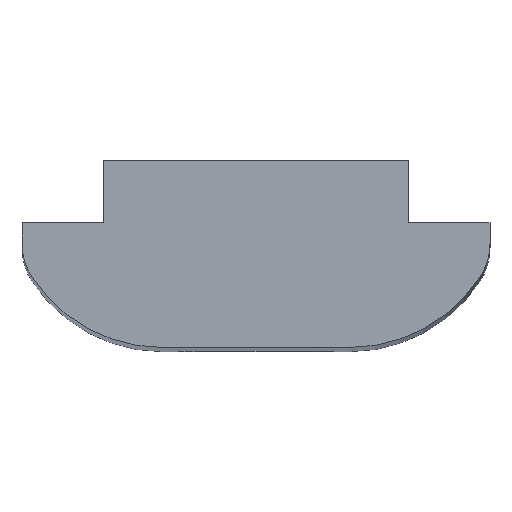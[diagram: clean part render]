
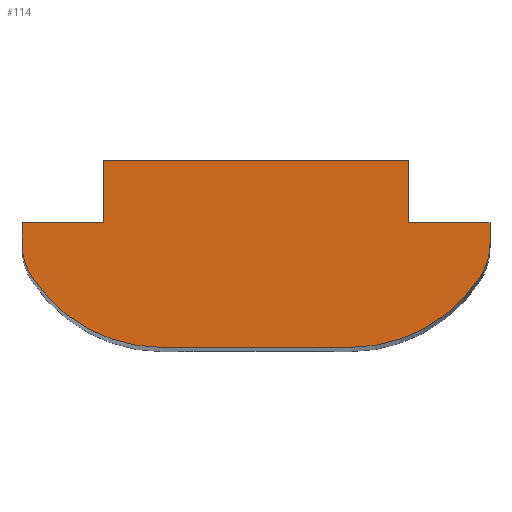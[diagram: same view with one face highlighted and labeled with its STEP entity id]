
A CAD part, top view. The second image highlights one B-rep face of the part: STEP entity #114.
In plain terms, the highlighted planar face has unit normal (0, 0, 1).
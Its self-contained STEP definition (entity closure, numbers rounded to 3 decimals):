
#1 = CARTESIAN_POINT ( 'NONE',  ( -7.167, -3.764, 98. ) ) ;
#5 = VECTOR ( 'NONE', #603, 1000. ) ;
#6 = AXIS2_PLACEMENT_3D ( 'NONE', #124, #547, #589 ) ;
#20 = VERTEX_POINT ( 'NONE', #446 ) ;
#29 = ORIENTED_EDGE ( 'NONE', *, *, #462, .T. ) ;
#50 = ORIENTED_EDGE ( 'NONE', *, *, #391, .T. ) ;
#63 = VERTEX_POINT ( 'NONE', #305 ) ;
#67 = DIRECTION ( 'NONE',  ( -1., 0., 0. ) ) ;
#76 = CARTESIAN_POINT ( 'NONE',  ( 1., 0., 98. ) ) ;
#82 = EDGE_CURVE ( 'NONE', #221, #341, #425, .T. ) ;
#85 = LINE ( 'NONE', #435, #87 ) ;
#86 = VECTOR ( 'NONE', #668, 1000. ) ;
#87 = VECTOR ( 'NONE', #67, 1000. ) ;
#90 = DIRECTION ( 'NONE',  ( 0., 0., 1. ) ) ;
#93 = CARTESIAN_POINT ( 'NONE',  ( 7.5, -2.658, 98. ) ) ;
#94 = VECTOR ( 'NONE', #664, 1000. ) ;
#98 = ORIENTED_EDGE ( 'NONE', *, *, #397, .F. ) ;
#103 = DIRECTION ( 'NONE',  ( 0., 0., 1. ) ) ;
#105 = VERTEX_POINT ( 'NONE', #461 ) ;
#112 = EDGE_CURVE ( 'NONE', #289, #63, #436, .T. ) ;
#114 = ADVANCED_FACE ( 'NONE', ( #649 ), #406, .T. ) ;
#117 = DIRECTION ( 'NONE',  ( 0., 1., 0. ) ) ;
#118 = ORIENTED_EDGE ( 'NONE', *, *, #156, .F. ) ;
#119 = AXIS2_PLACEMENT_3D ( 'NONE', #416, #611, #266 ) ;
#123 = EDGE_CURVE ( 'NONE', #252, #63, #321, .T. ) ;
#124 = CARTESIAN_POINT ( 'NONE',  ( -5.5, -2.658, 98. ) ) ;
#129 = DIRECTION ( 'NONE',  ( 1., 0., 0. ) ) ;
#133 = AXIS2_PLACEMENT_3D ( 'NONE', #223, #103, #162 ) ;
#149 = EDGE_LOOP ( 'NONE', ( #482, #363, #29, #118, #427, #50, #544, #98, #650, #468, #374, #609 ) ) ;
#154 = CARTESIAN_POINT ( 'NONE',  ( 0., -2.96, 98. ) ) ;
#156 = EDGE_CURVE ( 'NONE', #105, #642, #569, .T. ) ;
#162 = DIRECTION ( 'NONE',  ( -1., 0., 0. ) ) ;
#181 = EDGE_CURVE ( 'NONE', #387, #438, #512, .T. ) ;
#182 = CARTESIAN_POINT ( 'NONE',  ( -4.9, -2.96, 98. ) ) ;
#187 = CARTESIAN_POINT ( 'NONE',  ( -3., -6., 98. ) ) ;
#211 = CARTESIAN_POINT ( 'NONE',  ( 4.9, -0.5, 98. ) ) ;
#221 = VERTEX_POINT ( 'NONE', #426 ) ;
#223 = CARTESIAN_POINT ( 'NONE',  ( -3., -1., 98. ) ) ;
#252 = VERTEX_POINT ( 'NONE', #276 ) ;
#266 = DIRECTION ( 'NONE',  ( -1., 0., 0. ) ) ;
#271 = VERTEX_POINT ( 'NONE', #681 ) ;
#276 = CARTESIAN_POINT ( 'NONE',  ( 3., -6., 98. ) ) ;
#278 = LINE ( 'NONE', #336, #586 ) ;
#289 = VERTEX_POINT ( 'NONE', #93 ) ;
#305 = CARTESIAN_POINT ( 'NONE',  ( 7.167, -3.764, 98. ) ) ;
#319 = CARTESIAN_POINT ( 'NONE',  ( -4.9, 0., 98. ) ) ;
#321 = CIRCLE ( 'NONE', #356, 5. ) ;
#322 = VERTEX_POINT ( 'NONE', #319 ) ;
#330 = AXIS2_PLACEMENT_3D ( 'NONE', #154, #368, #608 ) ;
#336 = CARTESIAN_POINT ( 'NONE',  ( -7.5, -2.658, 98. ) ) ;
#341 = VERTEX_POINT ( 'NONE', #432 ) ;
#342 = VECTOR ( 'NONE', #577, 1000. ) ;
#356 = AXIS2_PLACEMENT_3D ( 'NONE', #459, #90, #665 ) ;
#361 = DIRECTION ( 'NONE',  ( 1., 0., 0. ) ) ;
#363 = ORIENTED_EDGE ( 'NONE', *, *, #645, .F. ) ;
#368 = DIRECTION ( 'NONE',  ( 0., 0., 1. ) ) ;
#374 = ORIENTED_EDGE ( 'NONE', *, *, #493, .T. ) ;
#387 = VERTEX_POINT ( 'NONE', #1 ) ;
#391 = EDGE_CURVE ( 'NONE', #322, #221, #466, .T. ) ;
#397 = EDGE_CURVE ( 'NONE', #20, #341, #278, .T. ) ;
#398 = LINE ( 'NONE', #500, #94 ) ;
#406 = PLANE ( 'NONE',  #330 ) ;
#409 = LINE ( 'NONE', #441, #525 ) ;
#416 = CARTESIAN_POINT ( 'NONE',  ( 5.5, -2.658, 98. ) ) ;
#425 = LINE ( 'NONE', #563, #5 ) ;
#426 = CARTESIAN_POINT ( 'NONE',  ( -4.9, -2., 98. ) ) ;
#427 = ORIENTED_EDGE ( 'NONE', *, *, #587, .F. ) ;
#432 = CARTESIAN_POINT ( 'NONE',  ( -7.5, -2., 98. ) ) ;
#435 = CARTESIAN_POINT ( 'NONE',  ( 0., -2., 98. ) ) ;
#436 = CIRCLE ( 'NONE', #119, 2. ) ;
#438 = VERTEX_POINT ( 'NONE', #187 ) ;
#441 = CARTESIAN_POINT ( 'NONE',  ( 0., -6., 98. ) ) ;
#442 = VECTOR ( 'NONE', #361, 1000. ) ;
#446 = CARTESIAN_POINT ( 'NONE',  ( -7.5, -2.658, 98. ) ) ;
#459 = CARTESIAN_POINT ( 'NONE',  ( 3., -1., 98. ) ) ;
#461 = CARTESIAN_POINT ( 'NONE',  ( 4.9, 0., 98. ) ) ;
#462 = EDGE_CURVE ( 'NONE', #271, #642, #85, .T. ) ;
#466 = LINE ( 'NONE', #182, #342 ) ;
#468 = ORIENTED_EDGE ( 'NONE', *, *, #181, .T. ) ;
#482 = ORIENTED_EDGE ( 'NONE', *, *, #112, .F. ) ;
#493 = EDGE_CURVE ( 'NONE', #438, #252, #409, .T. ) ;
#500 = CARTESIAN_POINT ( 'NONE',  ( 7.5, -2.5, 98. ) ) ;
#512 = CIRCLE ( 'NONE', #133, 5. ) ;
#525 = VECTOR ( 'NONE', #129, 1000. ) ;
#535 = EDGE_CURVE ( 'NONE', #387, #20, #679, .T. ) ;
#541 = LINE ( 'NONE', #76, #442 ) ;
#544 = ORIENTED_EDGE ( 'NONE', *, *, #82, .T. ) ;
#547 = DIRECTION ( 'NONE',  ( 0., 0., -1. ) ) ;
#563 = CARTESIAN_POINT ( 'NONE',  ( 0., -2., 98. ) ) ;
#569 = LINE ( 'NONE', #211, #86 ) ;
#577 = DIRECTION ( 'NONE',  ( 0., -1., 0. ) ) ;
#586 = VECTOR ( 'NONE', #117, 1000. ) ;
#587 = EDGE_CURVE ( 'NONE', #322, #105, #541, .T. ) ;
#589 = DIRECTION ( 'NONE',  ( -1., 0., 0. ) ) ;
#593 = CARTESIAN_POINT ( 'NONE',  ( 4.9, -2., 98. ) ) ;
#603 = DIRECTION ( 'NONE',  ( -1., 0., 0. ) ) ;
#608 = DIRECTION ( 'NONE',  ( 1., 0., 0. ) ) ;
#609 = ORIENTED_EDGE ( 'NONE', *, *, #123, .T. ) ;
#611 = DIRECTION ( 'NONE',  ( 0., 0., -1. ) ) ;
#642 = VERTEX_POINT ( 'NONE', #593 ) ;
#645 = EDGE_CURVE ( 'NONE', #271, #289, #398, .T. ) ;
#649 = FACE_OUTER_BOUND ( 'NONE', #149, .T. ) ;
#650 = ORIENTED_EDGE ( 'NONE', *, *, #535, .F. ) ;
#664 = DIRECTION ( 'NONE',  ( 0., -1., 0. ) ) ;
#665 = DIRECTION ( 'NONE',  ( -1., 0., 0. ) ) ;
#668 = DIRECTION ( 'NONE',  ( 0., -1., 0. ) ) ;
#679 = CIRCLE ( 'NONE', #6, 2. ) ;
#681 = CARTESIAN_POINT ( 'NONE',  ( 7.5, -2., 98. ) ) ;
